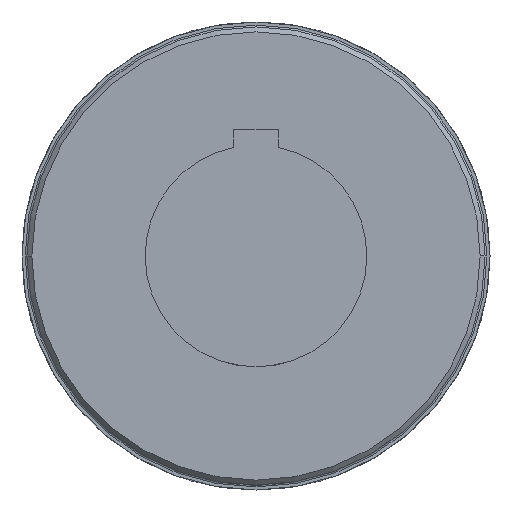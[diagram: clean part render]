
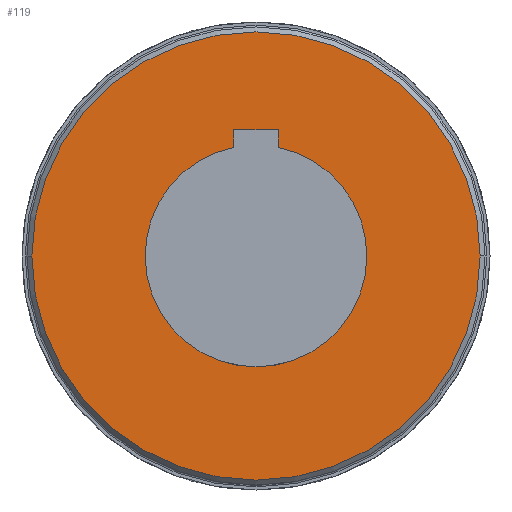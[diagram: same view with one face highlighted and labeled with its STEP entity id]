
A CAD part, left-side view. The second image highlights one B-rep face of the part: STEP entity #119.
In plain terms, the highlighted planar face has unit normal (-1, 0, 0).
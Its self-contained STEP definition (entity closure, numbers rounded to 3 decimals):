
#119=ADVANCED_FACE('',(#229,#230),#231,.T.);
#229=FACE_BOUND('',#383,.T.);
#230=FACE_OUTER_BOUND('',#384,.T.);
#231=PLANE('',#385);
#383=EDGE_LOOP('',(#777,#778,#779,#780,#781));
#384=EDGE_LOOP('',(#782,#783));
#385=AXIS2_PLACEMENT_3D('',#784,#785,#786);
#777=ORIENTED_EDGE('',*,*,#1206,.T.);
#778=ORIENTED_EDGE('',*,*,#1210,.T.);
#779=ORIENTED_EDGE('',*,*,#1190,.T.);
#780=ORIENTED_EDGE('',*,*,#1200,.T.);
#781=ORIENTED_EDGE('',*,*,#1203,.T.);
#782=ORIENTED_EDGE('',*,*,#1181,.F.);
#783=ORIENTED_EDGE('',*,*,#1221,.F.);
#784=CARTESIAN_POINT('',(-63.0,22.75,0.0));
#785=DIRECTION('',(-1.0,0.0,0.0));
#786=DIRECTION('',(0.0,-1.0,0.0));
#1181=EDGE_CURVE('',#1450,#1453,#1454,.T.);
#1190=EDGE_CURVE('',#1469,#1467,#1470,.T.);
#1200=EDGE_CURVE('',#1467,#1485,#1486,.T.);
#1203=EDGE_CURVE('',#1485,#1489,#1490,.T.);
#1206=EDGE_CURVE('',#1489,#1494,#1495,.T.);
#1210=EDGE_CURVE('',#1494,#1469,#1501,.T.);
#1221=EDGE_CURVE('',#1453,#1450,#1516,.T.);
#1450=VERTEX_POINT('',#2115);
#1453=VERTEX_POINT('',#2119);
#1454=CIRCLE('',#2120,45.5);
#1467=VERTEX_POINT('',#2137);
#1469=VERTEX_POINT('',#2140);
#1470=CIRCLE('',#2141,22.5);
#1485=VERTEX_POINT('',#2293);
#1486=LINE('',#2294,#2295);
#1489=VERTEX_POINT('',#2300);
#1490=LINE('',#2301,#2302);
#1494=VERTEX_POINT('',#2307);
#1495=LINE('',#2308,#2309);
#1501=CIRCLE('',#2317,22.5);
#1516=CIRCLE('',#2336,45.5);
#2115=CARTESIAN_POINT('',(-63.0,45.5,0.0));
#2119=CARTESIAN_POINT('',(-63.0,-45.5,0.));
#2120=AXIS2_PLACEMENT_3D('',#2957,#2958,#2959);
#2137=CARTESIAN_POINT('',(-63.0,4.5,22.045));
#2140=CARTESIAN_POINT('',(-63.0,0.,-22.5));
#2141=AXIS2_PLACEMENT_3D('',#2974,#2975,#2976);
#2293=CARTESIAN_POINT('',(-63.0,4.5,25.65));
#2294=CARTESIAN_POINT('',(-63.0,4.5,6.413));
#2295=VECTOR('',#2980,1.0);
#2300=CARTESIAN_POINT('',(-63.0,-4.5,25.65));
#2301=CARTESIAN_POINT('',(-63.0,11.375,25.65));
#2302=VECTOR('',#2983,1.0);
#2307=CARTESIAN_POINT('',(-63.0,-4.5,22.045));
#2308=CARTESIAN_POINT('',(-63.0,-4.5,6.413));
#2309=VECTOR('',#2988,1.0);
#2317=AXIS2_PLACEMENT_3D('',#2994,#2995,#2996);
#2336=AXIS2_PLACEMENT_3D('',#3019,#3020,#3021);
#2957=CARTESIAN_POINT('',(-63.0,0.0,0.0));
#2958=DIRECTION('',(1.0,0.0,0.0));
#2959=DIRECTION('',(0.0,1.0,0.0));
#2974=CARTESIAN_POINT('',(-63.0,0.0,0.0));
#2975=DIRECTION('',(1.0,0.0,0.0));
#2976=DIRECTION('',(0.0,0.0,-1.0));
#2980=DIRECTION('',(0.0,-0.0,1.0));
#2983=DIRECTION('',(0.0,-1.0,0.0));
#2988=DIRECTION('',(0.0,0.0,-1.0));
#2994=CARTESIAN_POINT('',(-63.0,0.0,0.0));
#2995=DIRECTION('',(1.0,0.0,0.0));
#2996=DIRECTION('',(0.0,0.0,-1.0));
#3019=CARTESIAN_POINT('',(-63.0,0.0,0.0));
#3020=DIRECTION('',(1.0,0.0,0.0));
#3021=DIRECTION('',(0.0,1.0,0.0));
